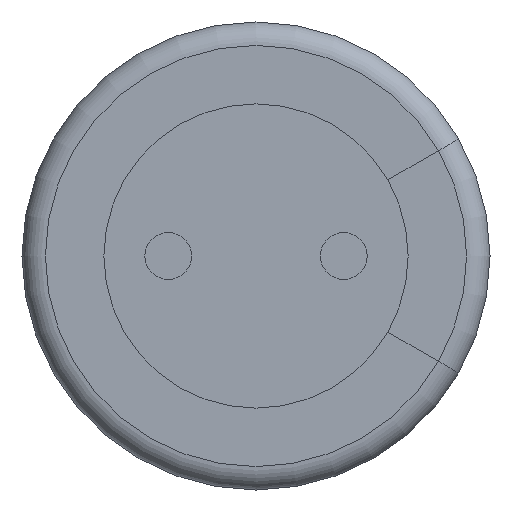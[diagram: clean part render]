
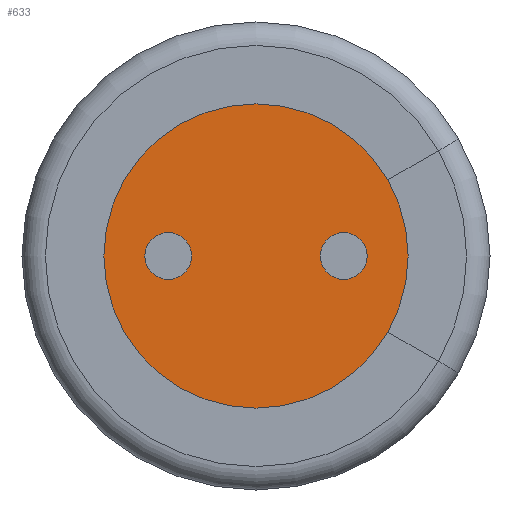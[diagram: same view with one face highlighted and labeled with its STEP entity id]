
A CAD part, front view. The second image highlights one B-rep face of the part: STEP entity #633.
In plain terms, the highlighted planar face has unit normal (0, -1, 0).
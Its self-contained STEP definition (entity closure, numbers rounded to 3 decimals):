
#14=FACE_BOUND('',#136,.T.);
#15=FACE_BOUND('',#137,.T.);
#56=PLANE('',#732);
#95=FACE_OUTER_BOUND('',#135,.T.);
#135=EDGE_LOOP('',(#577,#578));
#136=EDGE_LOOP('',(#579));
#137=EDGE_LOOP('',(#580));
#162=CIRCLE('',#683,1.3);
#164=CIRCLE('',#686,0.2);
#166=CIRCLE('',#690,0.2);
#184=CIRCLE('',#733,1.3);
#295=VERTEX_POINT('',#1024);
#296=VERTEX_POINT('',#1026);
#298=VERTEX_POINT('',#1032);
#300=VERTEX_POINT('',#1039);
#357=EDGE_CURVE('',#295,#296,#162,.T.);
#361=EDGE_CURVE('',#298,#298,#164,.T.);
#364=EDGE_CURVE('',#300,#300,#166,.T.);
#408=EDGE_CURVE('',#296,#295,#184,.T.);
#577=ORIENTED_EDGE('',*,*,#408,.F.);
#578=ORIENTED_EDGE('',*,*,#357,.F.);
#579=ORIENTED_EDGE('',*,*,#361,.T.);
#580=ORIENTED_EDGE('',*,*,#364,.T.);
#633=ADVANCED_FACE('',(#95,#14,#15),#56,.T.);
#683=AXIS2_PLACEMENT_3D('',#1027,#818,#819);
#686=AXIS2_PLACEMENT_3D('',#1034,#826,#827);
#690=AXIS2_PLACEMENT_3D('',#1041,#835,#836);
#732=AXIS2_PLACEMENT_3D('',#1129,#945,#946);
#733=AXIS2_PLACEMENT_3D('',#1130,#947,#948);
#818=DIRECTION('center_axis',(0.,1.,0.));
#819=DIRECTION('ref_axis',(1.,0.,0.));
#826=DIRECTION('center_axis',(0.,1.,0.));
#827=DIRECTION('ref_axis',(1.,0.,0.));
#835=DIRECTION('center_axis',(0.,1.,0.));
#836=DIRECTION('ref_axis',(1.,0.,0.));
#945=DIRECTION('center_axis',(0.,-1.,0.));
#946=DIRECTION('ref_axis',(0.,0.,-1.));
#947=DIRECTION('center_axis',(0.,1.,0.));
#948=DIRECTION('ref_axis',(1.,0.,0.));
#1024=CARTESIAN_POINT('',(1.126,0.5,0.65));
#1026=CARTESIAN_POINT('',(1.126,0.5,-0.65));
#1027=CARTESIAN_POINT('Origin',(0.,0.5,0.));
#1032=CARTESIAN_POINT('',(0.55,0.5,0.));
#1034=CARTESIAN_POINT('Origin',(0.75,0.5,0.));
#1039=CARTESIAN_POINT('',(-0.95,0.5,0.));
#1041=CARTESIAN_POINT('Origin',(-0.75,0.5,0.));
#1129=CARTESIAN_POINT('Origin',(0.,0.5,1.3));
#1130=CARTESIAN_POINT('Origin',(0.,0.5,0.));
